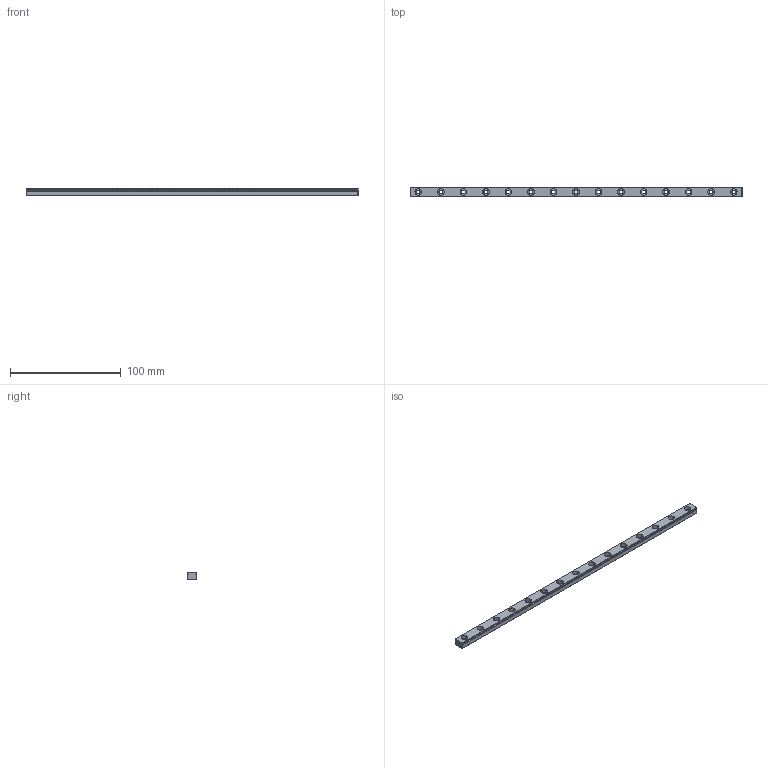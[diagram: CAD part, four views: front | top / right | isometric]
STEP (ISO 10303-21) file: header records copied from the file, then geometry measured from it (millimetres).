
FILE_DESCRIPTION(('FreeCAD Model'),'2;1');
FILE_NAME('makerbeam_linear_guideway_rail.step', '2019-03-13T22:18:21',('Felix Morgner'),(''), 'Open CASCADE STEP processor 7.3','FreeCAD','Unknown');
FILE_SCHEMA(('AUTOMOTIVE_DESIGN { 1 0 10303 214 1 1 1 1 }'));
Length unit declared in the file: millimetre
Products named in the file (1): Rail
Bounding box: 300 x 9 x 6.5 mm (x, y, z)
Volume: 15337.5 mm3; surface area: 11311.9 mm2
Topology: 1 solids, 1 shells, 87 faces, 186 edges, 116 vertices
Faces by surface type: plane 57, cylinder 30
Full cylindrical faces by diameter (mm): 3.5 x15, 6 x15
Entity records: 4872 total; most frequent: CARTESIAN_POINT 852, DIRECTION 779, LINE 438, VECTOR 438, ORIENTED_EDGE 372, PCURVE 372, DEFINITIONAL_REPRESENTATION 372, EDGE_CURVE 186
